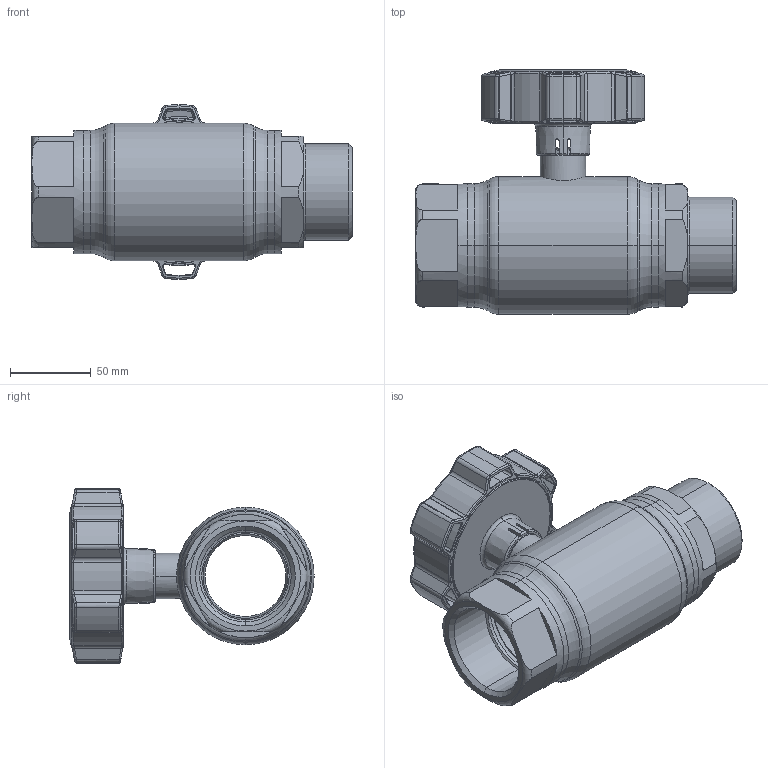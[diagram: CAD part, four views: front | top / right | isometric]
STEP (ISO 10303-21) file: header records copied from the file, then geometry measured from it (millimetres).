
FILE_DESCRIPTION (( 'STEP AP214' ), '1' );
FILE_NAME ('2050002400-0200.step', '2024-01-11T11:22:49', ( '' ), ( '' ), 'SwSTEP 2.0', 'SolidWorks 2021', '' );
FILE_SCHEMA (( 'AUTOMOTIVE_DESIGN' ));
Length unit declared in the file: millimetre
Products named in the file (1): 2050002400-0200
Bounding box: 198 x 151 x 107.98 mm (x, y, z)
Surface area: 114554.4 mm2 (no closed solid volume)
Topology: 0 solids, 12 shells, 518 faces, 1510 edges, 974 vertices
Faces by surface type: bspline 149, cylinder 119, plane 112, torus 73, cone 59, sphere 6
Entity records: 30879 total; most frequent: CARTESIAN_POINT 12940, ORIENTED_EDGE 2668, DIRECTION 2206, EDGE_CURVE 1510, VERTEX_POINT 974, AXIS2_PLACEMENT_3D 874, EDGE_LOOP 548, B_SPLINE_CURVE_WITH_KNOTS 525
